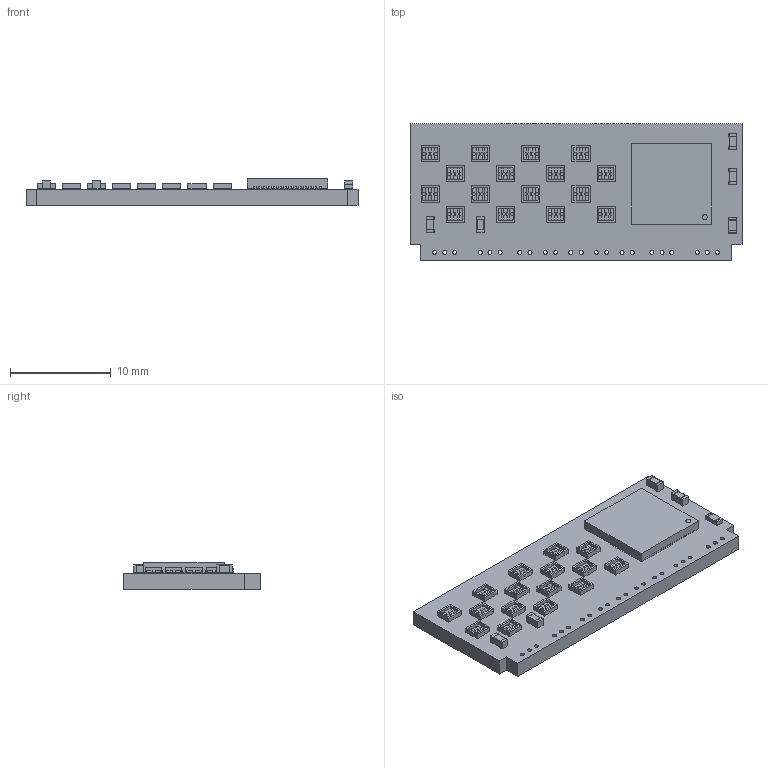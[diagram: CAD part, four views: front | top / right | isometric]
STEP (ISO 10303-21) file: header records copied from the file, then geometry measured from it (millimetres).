
FILE_DESCRIPTION(('KiCad electronic assembly'),'2;1');
FILE_NAME('LEDBoard_4x4_HD.step','2018-10-22T20:25:37',('An Author'),( 'A Company'),'Open CASCADE STEP processor 6.9', 'KiCad to STEP converter','Unknown');
FILE_SCHEMA(('AUTOMOTIVE_DESIGN { 1 0 10303 214 1 1 1 1 }'));
Length unit declared in the file: millimetre
Products named in the file (10): Open CASCADE STEP translator 6.9 1; LED_ROHM_MSL0402RGB_cp; COMPOUND; C_0603_1608Metric; SOLID; R_0603_1608Metric; QFN-56-1EP_8x8mm_P0.5mm_EP4.5x5.2mm
Assembly tree (27 placements, depth 3):
  Open CASCADE STEP translator 6.9 1
    LED_ROHM_MSL0402RGB_cp  x16
      COMPOUND
    C_0603_1608Metric  x4
      SOLID
    R_0603_1608Metric
      SOLID
    QFN-56-1EP_8x8mm_P0.5mm_EP4.5x5.2mm
      SOLID
    COMPOUND
Bounding box: 33 x 13.6 x 2.65 mm (x, y, z)
Volume: 790.5 mm3; surface area: 1591.8 mm2
Topology: 167 solids, 167 shells, 1697 faces, 4007 edges, 2670 vertices
Faces by surface type: plane 1425, cylinder 272
Full cylindrical faces by diameter (mm): 0.2 x73, 0.4 x22, 0.5 x1
Entity records: 44658 total; most frequent: CARTESIAN_POINT 8199, DIRECTION 6188, LINE 4189, VECTOR 4189, ORIENTED_EDGE 3262, PCURVE 3262, DEFINITIONAL_REPRESENTATION 3262, EDGE_CURVE 1631
